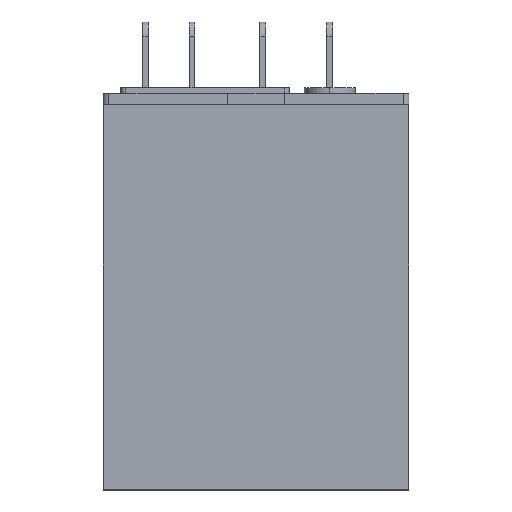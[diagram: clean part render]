
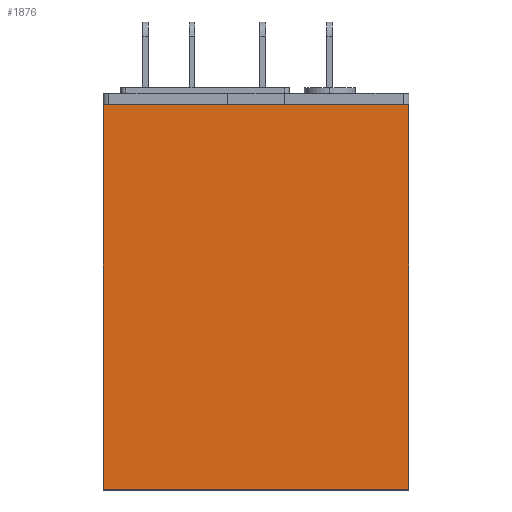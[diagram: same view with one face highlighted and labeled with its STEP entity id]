
A CAD part, top view. The second image highlights one B-rep face of the part: STEP entity #1876.
In plain terms, the highlighted planar face has unit normal (0, 0, 1).
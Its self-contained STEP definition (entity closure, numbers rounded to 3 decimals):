
#220 = DIRECTION ( 'NONE',  ( 1., 0., 0. ) ) ;
#339 = LINE ( 'NONE', #6738, #8679 ) ;
#705 = VECTOR ( 'NONE', #3581, 1000. ) ;
#792 = VERTEX_POINT ( 'NONE', #3691 ) ;
#992 = VECTOR ( 'NONE', #3276, 1000. ) ;
#1101 = CARTESIAN_POINT ( 'NONE',  ( 13.5, 34., 10.5 ) ) ;
#1114 = DIRECTION ( 'NONE',  ( 0., 0., -1. ) ) ;
#1157 = PLANE ( 'NONE',  #6720 ) ;
#1670 = CARTESIAN_POINT ( 'NONE',  ( -13.5, 34., 10.5 ) ) ;
#1750 = VERTEX_POINT ( 'NONE', #8255 ) ;
#1876 = ADVANCED_FACE ( 'NONE', ( #5461 ), #1157, .F. ) ;
#2108 = ORIENTED_EDGE ( 'NONE', *, *, #5178, .T. ) ;
#2538 = CARTESIAN_POINT ( 'NONE',  ( -13.5, 0., 10.5 ) ) ;
#3276 = DIRECTION ( 'NONE',  ( 0., -1., 0. ) ) ;
#3581 = DIRECTION ( 'NONE',  ( 0., -1., 0. ) ) ;
#3680 = LINE ( 'NONE', #1101, #705 ) ;
#3691 = CARTESIAN_POINT ( 'NONE',  ( 13.5, 0., 10.5 ) ) ;
#3851 = CARTESIAN_POINT ( 'NONE',  ( 13.5, 34., 10.5 ) ) ;
#4006 = CARTESIAN_POINT ( 'NONE',  ( -13.5, 34., 10.5 ) ) ;
#4218 = VECTOR ( 'NONE', #220, 1000. ) ;
#4226 = VERTEX_POINT ( 'NONE', #3851 ) ;
#4776 = EDGE_CURVE ( 'NONE', #4913, #792, #339, .T. ) ;
#4845 = ORIENTED_EDGE ( 'NONE', *, *, #7832, .F. ) ;
#4913 = VERTEX_POINT ( 'NONE', #2538 ) ;
#5061 = ORIENTED_EDGE ( 'NONE', *, *, #6495, .F. ) ;
#5178 = EDGE_CURVE ( 'NONE', #1750, #4913, #8958, .T. ) ;
#5461 = FACE_OUTER_BOUND ( 'NONE', #7736, .T. ) ;
#5932 = CARTESIAN_POINT ( 'NONE',  ( -13.5, 34., 10.5 ) ) ;
#6495 = EDGE_CURVE ( 'NONE', #1750, #4226, #8810, .T. ) ;
#6720 = AXIS2_PLACEMENT_3D ( 'NONE', #5932, #1114, #8596 ) ;
#6738 = CARTESIAN_POINT ( 'NONE',  ( -13.5, 0., 10.5 ) ) ;
#7736 = EDGE_LOOP ( 'NONE', ( #8357, #4845, #5061, #2108 ) ) ;
#7832 = EDGE_CURVE ( 'NONE', #4226, #792, #3680, .T. ) ;
#8255 = CARTESIAN_POINT ( 'NONE',  ( -13.5, 34., 10.5 ) ) ;
#8357 = ORIENTED_EDGE ( 'NONE', *, *, #4776, .T. ) ;
#8596 = DIRECTION ( 'NONE',  ( -1., 0., 0. ) ) ;
#8679 = VECTOR ( 'NONE', #9942, 1000. ) ;
#8810 = LINE ( 'NONE', #4006, #4218 ) ;
#8958 = LINE ( 'NONE', #1670, #992 ) ;
#9942 = DIRECTION ( 'NONE',  ( 1., 0., 0. ) ) ;
